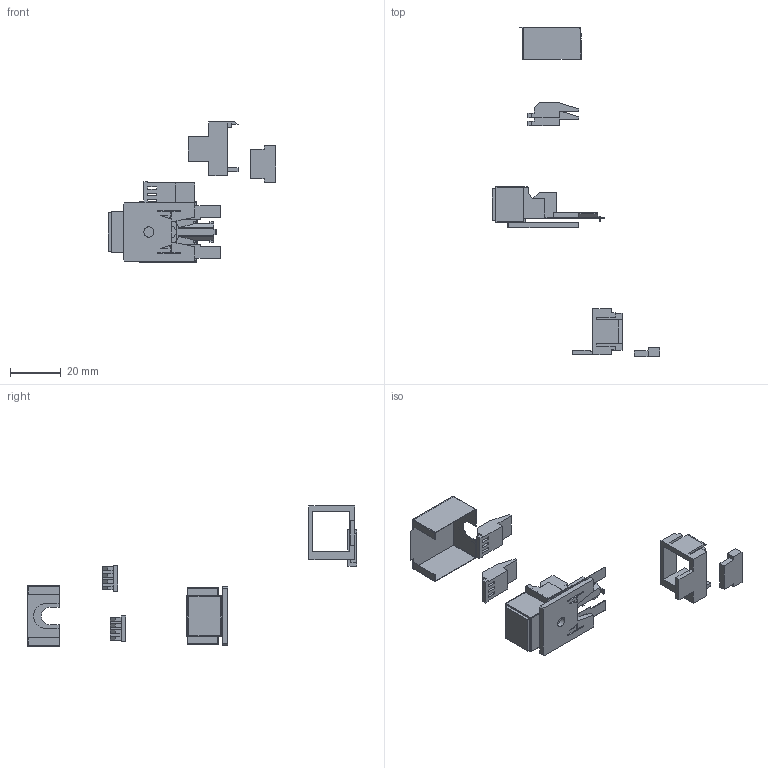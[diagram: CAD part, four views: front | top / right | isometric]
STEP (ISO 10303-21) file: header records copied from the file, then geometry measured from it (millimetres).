
FILE_DESCRIPTION((''),'2;1');
FILE_NAME('6117345_ASM','2015-07-07T',('AndreasKeweloh'),(''),'CREO PARAMETRIC BY PTC INC, 2015080','CREO PARAMETRIC BY PTC INC, 2015080','');
FILE_SCHEMA(('CONFIG_CONTROL_DESIGN'));
Length unit declared in the file: millimetre
Products named in the file (11): P_0000005181_3; P_0000005181_2; P_0000005183_5; P_0000005181_1_ASM; P_0000005183_3; P_0000005183_6; P_0000005183_4; P_0000005183_7; P_0000005183_8; P_0000005183_2; 6117345_ASM
Assembly tree (11 placements, depth 3):
  6117345_ASM
    P_0000005181_1_ASM
      P_0000005181_3
      P_0000005181_2
      P_0000005183_5
    P_0000005183_3
    P_0000005183_6
    P_0000005183_4
    P_0000005183_7
    P_0000005183_8
    P_0000005183_5
    P_0000005183_2
Bounding box: 65.71 x 129.49 x 55.05 mm (x, y, z)
Volume: 9155.6 mm3; surface area: 15180.9 mm2
Topology: 10 solids, 10 shells, 465 faces, 1314 edges, 862 vertices
Faces by surface type: plane 442, cylinder 23
Entity records: 13885 total; most frequent: CARTESIAN_POINT 2457, ORIENTED_EDGE 2418, DIRECTION 2169, EDGE_CURVE 1209, VECTOR 1161, LINE 1161, VERTEX_POINT 792, AXIS2_PLACEMENT_3D 504
